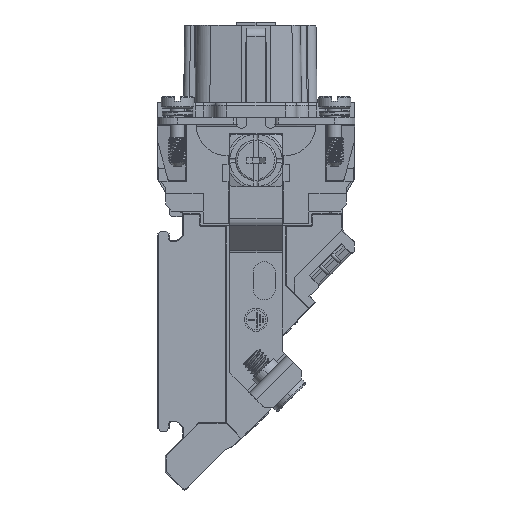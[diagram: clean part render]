
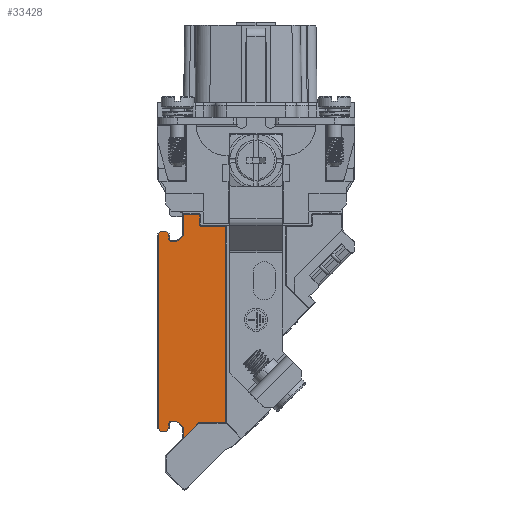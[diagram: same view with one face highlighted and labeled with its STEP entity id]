
A CAD part, front view. The second image highlights one B-rep face of the part: STEP entity #33428.
In plain terms, the highlighted planar face has unit normal (0, -1, 0).
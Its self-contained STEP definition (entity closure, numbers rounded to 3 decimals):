
#26560=B_SPLINE_CURVE_WITH_KNOTS('',3,(#167427,#167428,#167429,#167430),
 .UNSPECIFIED.,.F.,.F.,(4,4),(0.,1.),.UNSPECIFIED.);
#26563=B_SPLINE_CURVE_WITH_KNOTS('',3,(#167503,#167504,#167505,#167506),
 .UNSPECIFIED.,.F.,.F.,(4,4),(0.,1.),.UNSPECIFIED.);
#29369=CIRCLE('',#118892,0.601);
#29370=CIRCLE('',#118893,0.601);
#33428=ADVANCED_FACE('',(#41005),#37014,.T.);
#37014=PLANE('',#118894);
#41005=FACE_OUTER_BOUND('',#45744,.T.);
#45744=EDGE_LOOP('',(#66384,#66385,#66386,#66387,#66388,#66389,#66390,#66391,
#66392,#66393,#66394,#66395,#66396,#66397,#66398,#66399,#66400,#66401,#66402,
#66403,#66404,#66405,#66406,#66407,#66408));
#66384=ORIENTED_EDGE('',*,*,#92969,.F.);
#66385=ORIENTED_EDGE('',*,*,#92970,.T.);
#66386=ORIENTED_EDGE('',*,*,#92971,.F.);
#66387=ORIENTED_EDGE('',*,*,#92972,.F.);
#66388=ORIENTED_EDGE('',*,*,#92973,.F.);
#66389=ORIENTED_EDGE('',*,*,#92974,.F.);
#66390=ORIENTED_EDGE('',*,*,#92975,.F.);
#66391=ORIENTED_EDGE('',*,*,#92976,.F.);
#66392=ORIENTED_EDGE('',*,*,#92977,.F.);
#66393=ORIENTED_EDGE('',*,*,#92978,.F.);
#66394=ORIENTED_EDGE('',*,*,#92979,.F.);
#66395=ORIENTED_EDGE('',*,*,#92980,.F.);
#66396=ORIENTED_EDGE('',*,*,#92981,.F.);
#66397=ORIENTED_EDGE('',*,*,#92982,.F.);
#66398=ORIENTED_EDGE('',*,*,#92983,.F.);
#66399=ORIENTED_EDGE('',*,*,#92984,.F.);
#66400=ORIENTED_EDGE('',*,*,#92985,.F.);
#66401=ORIENTED_EDGE('',*,*,#92986,.F.);
#66402=ORIENTED_EDGE('',*,*,#92987,.T.);
#66403=ORIENTED_EDGE('',*,*,#92988,.F.);
#66404=ORIENTED_EDGE('',*,*,#92989,.F.);
#66405=ORIENTED_EDGE('',*,*,#92990,.F.);
#66406=ORIENTED_EDGE('',*,*,#92991,.T.);
#66407=ORIENTED_EDGE('',*,*,#92954,.F.);
#66408=ORIENTED_EDGE('',*,*,#92958,.T.);
#80730=VERTEX_POINT('',#167420);
#80731=VERTEX_POINT('',#167421);
#80732=VERTEX_POINT('',#167426);
#80743=VERTEX_POINT('',#167460);
#80744=VERTEX_POINT('',#167462);
#80745=VERTEX_POINT('',#167464);
#80746=VERTEX_POINT('',#167466);
#80747=VERTEX_POINT('',#167468);
#80748=VERTEX_POINT('',#167470);
#80749=VERTEX_POINT('',#167472);
#80750=VERTEX_POINT('',#167474);
#80751=VERTEX_POINT('',#167476);
#80752=VERTEX_POINT('',#167478);
#80753=VERTEX_POINT('',#167480);
#80754=VERTEX_POINT('',#167482);
#80755=VERTEX_POINT('',#167484);
#80756=VERTEX_POINT('',#167486);
#80757=VERTEX_POINT('',#167488);
#80758=VERTEX_POINT('',#167490);
#80759=VERTEX_POINT('',#167492);
#80760=VERTEX_POINT('',#167494);
#80761=VERTEX_POINT('',#167496);
#80762=VERTEX_POINT('',#167498);
#80763=VERTEX_POINT('',#167500);
#80764=VERTEX_POINT('',#167502);
#92954=EDGE_CURVE('',#80730,#80731,#103505,.T.);
#92958=EDGE_CURVE('',#80730,#80732,#26560,.T.);
#92969=EDGE_CURVE('',#80743,#80732,#103517,.T.);
#92970=EDGE_CURVE('',#80743,#80744,#103518,.T.);
#92971=EDGE_CURVE('',#80745,#80744,#103519,.T.);
#92972=EDGE_CURVE('',#80746,#80745,#103520,.T.);
#92973=EDGE_CURVE('',#80747,#80746,#29369,.T.);
#92974=EDGE_CURVE('',#80748,#80747,#103521,.T.);
#92975=EDGE_CURVE('',#80749,#80748,#103522,.T.);
#92976=EDGE_CURVE('',#80750,#80749,#103523,.T.);
#92977=EDGE_CURVE('',#80751,#80750,#103524,.T.);
#92978=EDGE_CURVE('',#80752,#80751,#103525,.T.);
#92979=EDGE_CURVE('',#80753,#80752,#103526,.T.);
#92980=EDGE_CURVE('',#80754,#80753,#103527,.T.);
#92981=EDGE_CURVE('',#80755,#80754,#103528,.T.);
#92982=EDGE_CURVE('',#80756,#80755,#103529,.T.);
#92983=EDGE_CURVE('',#80757,#80756,#29370,.T.);
#92984=EDGE_CURVE('',#80758,#80757,#103530,.T.);
#92985=EDGE_CURVE('',#80759,#80758,#103531,.T.);
#92986=EDGE_CURVE('',#80760,#80759,#103532,.T.);
#92987=EDGE_CURVE('',#80760,#80761,#103533,.T.);
#92988=EDGE_CURVE('',#80762,#80761,#103534,.T.);
#92989=EDGE_CURVE('',#80763,#80762,#103535,.T.);
#92990=EDGE_CURVE('',#80764,#80763,#103536,.T.);
#92991=EDGE_CURVE('',#80764,#80731,#26563,.T.);
#103505=LINE('',#167419,#112087);
#103517=LINE('',#167459,#112099);
#103518=LINE('',#167461,#112100);
#103519=LINE('',#167463,#112101);
#103520=LINE('',#167465,#112102);
#103521=LINE('',#167469,#112103);
#103522=LINE('',#167471,#112104);
#103523=LINE('',#167473,#112105);
#103524=LINE('',#167475,#112106);
#103525=LINE('',#167477,#112107);
#103526=LINE('',#167479,#112108);
#103527=LINE('',#167481,#112109);
#103528=LINE('',#167483,#112110);
#103529=LINE('',#167485,#112111);
#103530=LINE('',#167489,#112112);
#103531=LINE('',#167491,#112113);
#103532=LINE('',#167493,#112114);
#103533=LINE('',#167495,#112115);
#103534=LINE('',#167497,#112116);
#103535=LINE('',#167499,#112117);
#103536=LINE('',#167501,#112118);
#112087=VECTOR('',#137619,1.);
#112099=VECTOR('',#137637,1.);
#112100=VECTOR('',#137638,1.);
#112101=VECTOR('',#137639,1.);
#112102=VECTOR('',#137640,1.);
#112103=VECTOR('',#137643,1.);
#112104=VECTOR('',#137644,1.);
#112105=VECTOR('',#137645,1.);
#112106=VECTOR('',#137646,1.);
#112107=VECTOR('',#137647,1.);
#112108=VECTOR('',#137648,1.);
#112109=VECTOR('',#137649,1.);
#112110=VECTOR('',#137650,1.);
#112111=VECTOR('',#137651,1.);
#112112=VECTOR('',#137654,1.);
#112113=VECTOR('',#137655,1.);
#112114=VECTOR('',#137656,1.);
#112115=VECTOR('',#137657,1.);
#112116=VECTOR('',#137658,1.);
#112117=VECTOR('',#137659,1.);
#112118=VECTOR('',#137660,1.);
#118892=AXIS2_PLACEMENT_3D('',#167467,#137641,#137642);
#118893=AXIS2_PLACEMENT_3D('',#167487,#137652,#137653);
#118894=AXIS2_PLACEMENT_3D('',#167507,#137661,#137662);
#137619=DIRECTION('',(0.,0.,-1.));
#137637=DIRECTION('',(1.,0.,0.));
#137638=DIRECTION('',(0.,0.,-1.));
#137639=DIRECTION('',(0.707,0.,0.707));
#137640=DIRECTION('',(1.,0.,0.));
#137641=DIRECTION('',(0.,-1.,0.));
#137642=DIRECTION('',(-1.,0.,0.));
#137643=DIRECTION('',(0.,0.,-1.));
#137644=DIRECTION('',(0.707,0.,-0.707));
#137645=DIRECTION('',(1.,0.,0.));
#137646=DIRECTION('',(0.707,0.,0.707));
#137647=DIRECTION('',(0.,0.,1.));
#137648=DIRECTION('',(-0.707,0.,0.707));
#137649=DIRECTION('',(-1.,0.,0.));
#137650=DIRECTION('',(-0.707,0.,-0.707));
#137651=DIRECTION('',(0.,0.,-1.));
#137652=DIRECTION('',(0.,-1.,0.));
#137653=DIRECTION('',(0.,0.,1.));
#137654=DIRECTION('',(-1.,0.,0.));
#137655=DIRECTION('',(-0.707,0.,0.707));
#137656=DIRECTION('',(0.,0.,1.));
#137657=DIRECTION('',(0.707,0.,0.707));
#137658=DIRECTION('',(-1.,0.,0.));
#137659=DIRECTION('',(0.,0.,-1.));
#137660=DIRECTION('',(1.,0.,0.));
#137661=DIRECTION('',(0.,-1.,0.));
#137662=DIRECTION('',(-1.,0.,0.));
#167419=CARTESIAN_POINT('',(-9.693,-8.87,-19.431));
#167420=CARTESIAN_POINT('',(-9.693,-8.87,-19.431));
#167421=CARTESIAN_POINT('',(-9.693,-8.87,-20.932));
#167426=CARTESIAN_POINT('',(-9.992,-8.87,-19.132));
#167427=CARTESIAN_POINT('',(-9.693,-8.87,-19.431));
#167428=CARTESIAN_POINT('',(-9.693,-8.87,-19.266));
#167429=CARTESIAN_POINT('',(-9.826,-8.87,-19.132));
#167430=CARTESIAN_POINT('',(-9.992,-8.87,-19.132));
#167459=CARTESIAN_POINT('',(-12.525,-8.87,-19.132));
#167460=CARTESIAN_POINT('',(-12.525,-8.87,-19.132));
#167461=CARTESIAN_POINT('',(-12.525,-8.87,-19.132));
#167462=CARTESIAN_POINT('',(-12.525,-8.87,-22.787));
#167463=CARTESIAN_POINT('',(-13.586,-8.87,-23.848));
#167464=CARTESIAN_POINT('',(-13.586,-8.87,-23.848));
#167465=CARTESIAN_POINT('',(-14.429,-8.87,-23.848));
#167466=CARTESIAN_POINT('',(-14.429,-8.87,-23.848));
#167467=CARTESIAN_POINT('',(-14.429,-8.87,-23.246));
#167468=CARTESIAN_POINT('',(-15.03,-8.87,-23.246));
#167469=CARTESIAN_POINT('',(-15.03,-8.87,-22.587));
#167470=CARTESIAN_POINT('',(-15.03,-8.87,-22.587));
#167471=CARTESIAN_POINT('',(-15.472,-8.87,-22.144));
#167472=CARTESIAN_POINT('',(-15.472,-8.87,-22.144));
#167473=CARTESIAN_POINT('',(-16.341,-8.87,-22.144));
#167474=CARTESIAN_POINT('',(-16.341,-8.87,-22.144));
#167475=CARTESIAN_POINT('',(-16.783,-8.87,-22.587));
#167476=CARTESIAN_POINT('',(-16.783,-8.87,-22.587));
#167477=CARTESIAN_POINT('',(-16.783,-8.87,-55.97));
#167478=CARTESIAN_POINT('',(-16.783,-8.87,-55.97));
#167479=CARTESIAN_POINT('',(-16.341,-8.87,-56.412));
#167480=CARTESIAN_POINT('',(-16.341,-8.87,-56.412));
#167481=CARTESIAN_POINT('',(-15.472,-8.87,-56.412));
#167482=CARTESIAN_POINT('',(-15.472,-8.87,-56.412));
#167483=CARTESIAN_POINT('',(-15.03,-8.87,-55.97));
#167484=CARTESIAN_POINT('',(-15.03,-8.87,-55.97));
#167485=CARTESIAN_POINT('',(-15.03,-8.87,-55.31));
#167486=CARTESIAN_POINT('',(-15.03,-8.87,-55.31));
#167487=CARTESIAN_POINT('',(-14.429,-8.87,-55.31));
#167488=CARTESIAN_POINT('',(-14.429,-8.87,-54.709));
#167489=CARTESIAN_POINT('',(-13.586,-8.87,-54.709));
#167490=CARTESIAN_POINT('',(-13.586,-8.87,-54.709));
#167491=CARTESIAN_POINT('',(-12.525,-8.87,-55.77));
#167492=CARTESIAN_POINT('',(-12.525,-8.87,-55.77));
#167493=CARTESIAN_POINT('',(-12.525,-8.87,-57.716));
#167494=CARTESIAN_POINT('',(-12.525,-8.87,-57.716));
#167495=CARTESIAN_POINT('',(-12.525,-8.87,-57.716));
#167496=CARTESIAN_POINT('',(-9.822,-8.87,-55.014));
#167497=CARTESIAN_POINT('',(-5.173,-8.87,-55.014));
#167498=CARTESIAN_POINT('',(-5.173,-8.87,-55.014));
#167499=CARTESIAN_POINT('',(-5.173,-8.87,-21.232));
#167500=CARTESIAN_POINT('',(-5.173,-8.87,-21.232));
#167501=CARTESIAN_POINT('',(-9.393,-8.87,-21.232));
#167502=CARTESIAN_POINT('',(-9.393,-8.87,-21.232));
#167503=CARTESIAN_POINT('',(-9.393,-8.87,-21.232));
#167504=CARTESIAN_POINT('',(-9.558,-8.87,-21.232));
#167505=CARTESIAN_POINT('',(-9.693,-8.87,-21.098));
#167506=CARTESIAN_POINT('',(-9.693,-8.87,-20.932));
#167507=CARTESIAN_POINT('',(0.,-8.87,0.));
